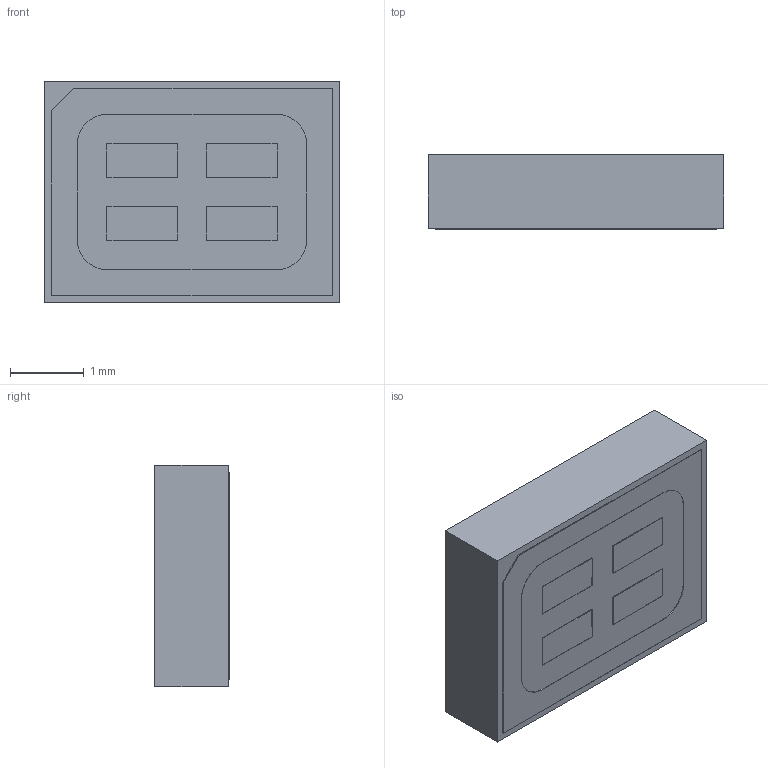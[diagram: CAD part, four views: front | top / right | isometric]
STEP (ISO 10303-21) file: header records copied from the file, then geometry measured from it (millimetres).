
FILE_DESCRIPTION (( 'STEP AP214' ), '1' );
FILE_NAME ('User Library-hclga_4l.STEP', '2022-02-19T10:57:24', ( '' ), ( '' ), 'SwSTEP 2.0', 'SolidWorks 2021', '' );
FILE_SCHEMA (( 'AUTOMOTIVE_DESIGN' ));
Length unit declared in the file: millimetre
Products named in the file (1): User Library-hclga_4l
Bounding box: 4 x 1.01 x 3 mm (x, y, z)
Volume: 11.9 mm3; surface area: 39.5 mm2
Topology: 1 solids, 1 shells, 47 faces, 111 edges, 74 vertices
Faces by surface type: plane 39, cylinder 8
Entity records: 1452 total; most frequent: CARTESIAN_POINT 233, DIRECTION 223, ORIENTED_EDGE 222, EDGE_CURVE 111, VECTOR 95, LINE 95, VERTEX_POINT 74, AXIS2_PLACEMENT_3D 64
